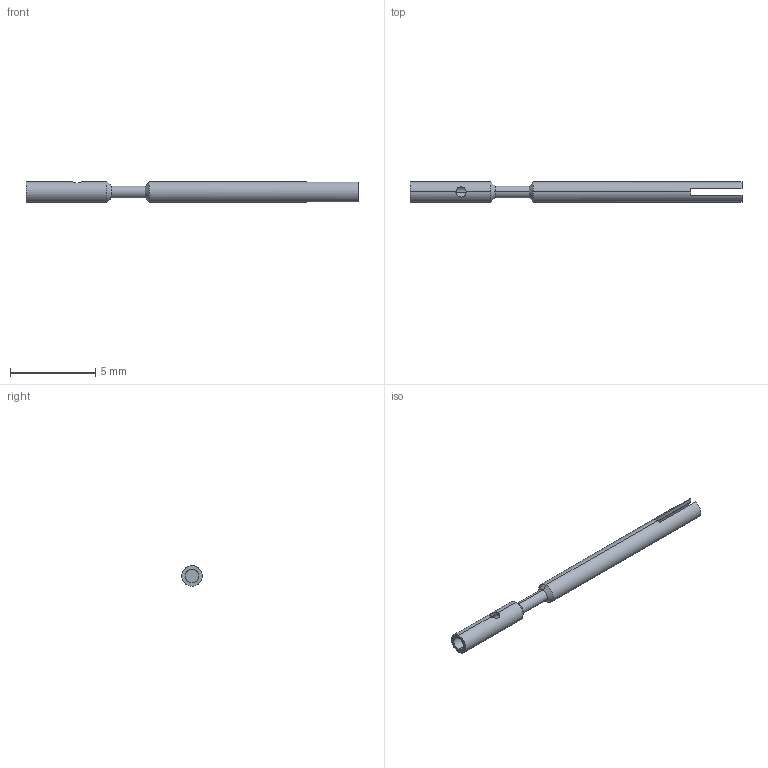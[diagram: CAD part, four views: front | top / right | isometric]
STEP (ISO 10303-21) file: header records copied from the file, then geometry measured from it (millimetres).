
FILE_DESCRIPTION (( 'STEP AP203' ), '1' );
FILE_NAME ('56-00031.STEP', '2024-04-26T22:24:18', ( '' ), ( '' ), 'SwSTEP 2.0', 'SolidWorks 2021', '' );
FILE_SCHEMA (( 'CONFIG_CONTROL_DESIGN' ));
Length unit declared in the file: millimetre
Products named in the file (1): 56-00031
Bounding box: 19.5 x 1.2 x 1.2 mm (x, y, z)
Volume: 15.8 mm3; surface area: 90.5 mm2
Topology: 1 solids, 1 shells, 27 faces, 66 edges, 40 vertices
Faces by surface type: cylinder 12, plane 11, cone 4
Entity records: 913 total; most frequent: CARTESIAN_POINT 182, DIRECTION 146, ORIENTED_EDGE 132, EDGE_CURVE 66, AXIS2_PLACEMENT_3D 56, VERTEX_POINT 40, LINE 34, VECTOR 34
